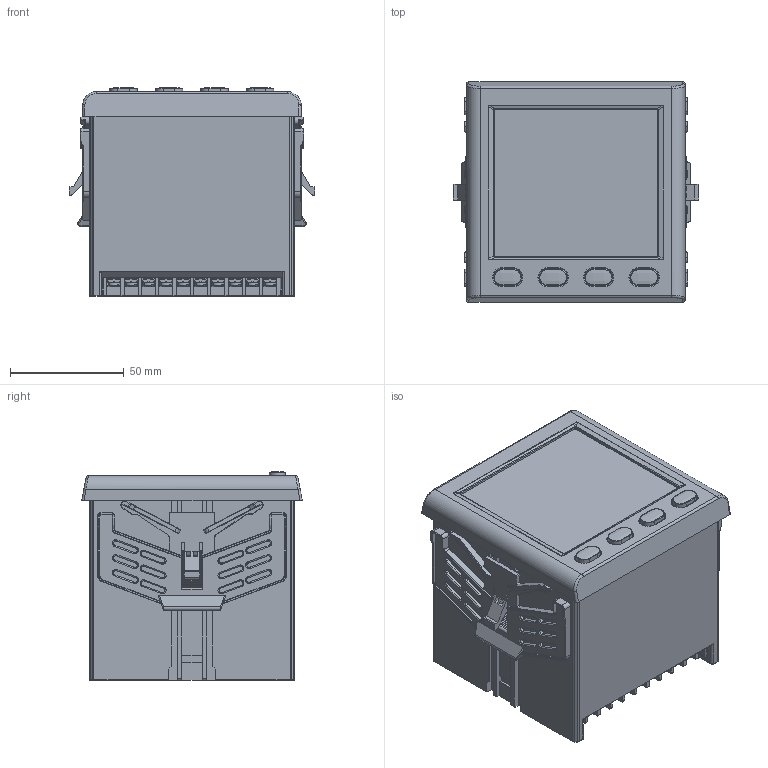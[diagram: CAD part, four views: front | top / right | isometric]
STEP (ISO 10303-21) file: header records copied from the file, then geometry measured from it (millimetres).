
FILE_DESCRIPTION (( 'STEP AP214' ), '1' );
FILE_NAME ('PZ194U-9K4T PZ194U-9K1T蚾饜极.STEP', '2023-02-22T08:35:16', ( '' ), ( '' ), 'SwSTEP 2.0', 'SolidWorks 2009', '' );
FILE_SCHEMA (( 'AUTOMOTIVE_DESIGN' ));
Length unit declared in the file: millimetre
Products named in the file (18): 褲极_ヶ; 揤え_3ㄞ4郋; 蹟隊; 葩璃 偌聽-埴瑩_Default; 10郋諉盄翐; 綴醱啣; 眻褐_3ㄞ4郋; 螺钉-全螺纹_3; 奻狟啣_笢; 奻狟啣; 芵隴啣; 假蚾殤; 俔褐-殏俔_2郋; PZ194U-9K4T PZ194U-9K1T蚾饜极; ヶ傍_Default
Assembly tree (41 placements, depth 4):
  PZ194U-9K4T PZ194U-9K1T蚾饜极
    芵隴啣
    奻狟啣_笢
    10郋諉盄翐
      蹟隊  x10
        俔褐-殏俔_2郋
        螺钉-全螺纹_3
        揤え_3ㄞ4郋
      10郋諉盄翐
    奻狟啣  x2
    褲极_ヶ
    綴醱啣
    假蚾殤  x2
    10郋諉盄翐
      10郋諉盄翐
      蹟隊  x2
        眻褐_3ㄞ4郋
        螺钉-全螺纹_3
        揤え_3ㄞ4郋
        俔褐-殏俔_2郋
      蹟隊  x8
        俔褐-殏俔_2郋
        螺钉-全螺纹_3
        揤え_3ㄞ4郋
    葩璃 偌聽-埴瑩_Default
    ヶ傍_Default
Bounding box: 108.1 x 97 x 91.76 mm (x, y, z)
Volume: 154750.2 mm3; surface area: 204873 mm2
Topology: 74 solids, 74 shells, 5991 faces, 16175 edges, 10357 vertices
Faces by surface type: plane 4251, cylinder 1270, bspline 264, cone 106, torus 96, sphere 4
Entity records: 90789 total; most frequent: CARTESIAN_POINT 20580, ORIENTED_EDGE 14876, DIRECTION 13935, EDGE_CURVE 7438, LINE 5599, VECTOR 5599, VERTEX_POINT 4756, AXIS2_PLACEMENT_3D 4168
